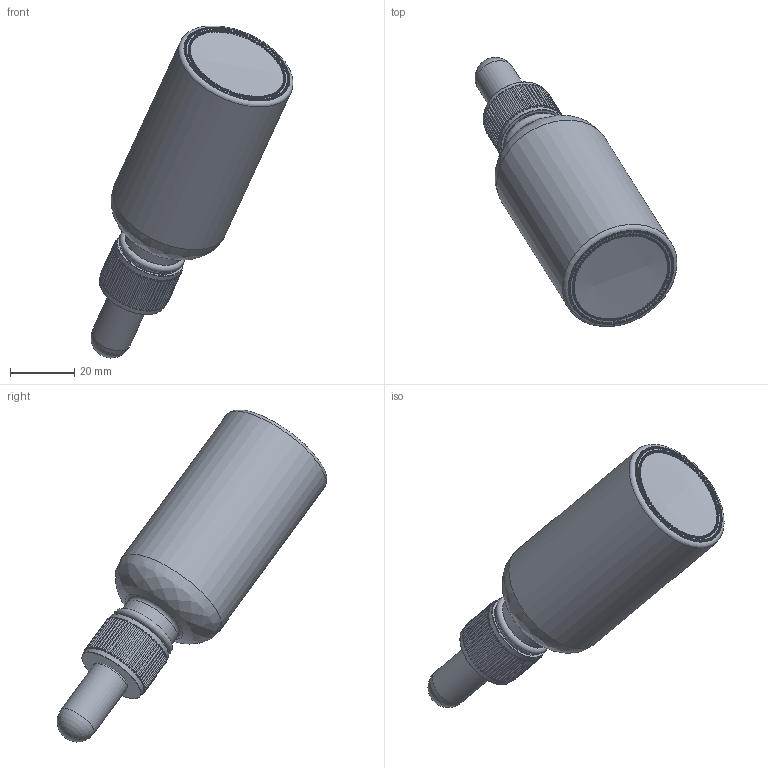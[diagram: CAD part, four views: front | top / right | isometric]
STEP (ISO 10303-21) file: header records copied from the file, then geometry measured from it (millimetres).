
FILE_DESCRIPTION(/* description */ (''),/* implementation_level */ '2;1');
FILE_NAME(/* name */ 'EyeDropperBottle.stp',/* time_stamp */ '2016-12-12T14:18:04-05:00',/* author */ ('dsnyder'),/* organization */ (''),/* preprocessor_version */ 'ST-DEVELOPER v15.6',/* originating_system */ 'Autodesk Inventor 2015',/* authorisation */ '');
FILE_SCHEMA (('AUTOMOTIVE_DESIGN { 1 0 10303 214 3 1 1 }'));
Length unit declared in the file: inch
Products named in the file (5): Bottle; Cap; Bulb; Pipette; EyeDropperBottle
Assembly tree (4 placements, depth 2):
  EyeDropperBottle
    Bottle
    Cap
    Bulb
    Pipette
Bounding box: 63.05 x 84.13 x 103.63 mm (x, y, z)
Volume: 18498.5 mm3; surface area: 29781.4 mm2
Topology: 4 solids, 4 shells, 825 faces, 2291 edges, 1618 vertices
Faces by surface type: cylinder 275, plane 209, bspline 201, sphere 125, torus 13, cone 2
Full cylindrical faces by diameter (mm): 0.635 x200, 5.08 x1, 6.35 x2, 9.525 x3, 12.7 x1, 16.51 x1, 19.05 x4, 22.225 x1, 35.56 x1, 38.1 x1
Entity records: 36188 total; most frequent: CARTESIAN_POINT 18833, ORIENTED_EDGE 3452, DIRECTION 3316, EDGE_CURVE 1726, AXIS2_PLACEMENT_3D 1598, VERTEX_POINT 1405, EDGE_LOOP 1325, CIRCLE 965
